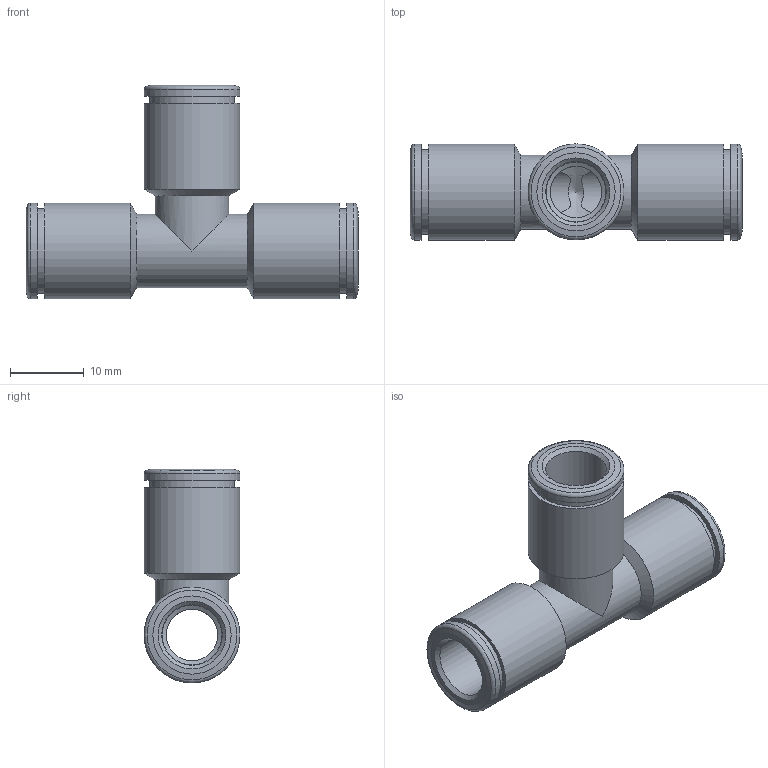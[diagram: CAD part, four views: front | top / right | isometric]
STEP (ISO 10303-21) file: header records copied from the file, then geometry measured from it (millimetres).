
FILE_DESCRIPTION(/* description */ (''),/* implementation_level */ '2;1');
FILE_NAME(/* name */ 'V200504_IPSO_05FKM_8_31.07.2015',/* time_stamp */ '2015-07-31T13:39:52+02:00',/* author */ (''),/* organization */ ('sopra-pneumatic'),/* preprocessor_version */ 'ST-DEVELOPER v14',/* originating_system */ 'HiCAD 2013 1802.4 Build 509',/* authorisation */ '');
FILE_SCHEMA (('AUTOMOTIVE_DESIGN { 1 0 10303 214 1 1 1 1 }'));
Length unit declared in the file: millimetre
Products named in the file (5): Root; R200504-i1; DR8-1_NEU
Assembly tree (4 placements, depth 2):
  Root
    R200504-i1
    DR8-1_NEU
    DR8-1_NEU
    DR8-1_NEU
Bounding box: 45 x 13 x 29 mm (x, y, z)
Volume: 3238.7 mm3; surface area: 6128.6 mm2
Topology: 4 solids, 4 shells, 77 faces, 154 edges, 89 vertices
Faces by surface type: cylinder 31, cone 28, plane 15, torus 3
Full cylindrical faces by diameter (mm): 7 x3, 8.1 x3, 8.2 x3, 10 x2, 10.1 x3, 11 x3, 11.5 x3, 11.6 x3, 13 x6
Entity records: 2793 total; most frequent: CARTESIAN_POINT 484, DIRECTION 334, PRESENTATION_STYLE_ASSIGNMENT 172, COLOUR_RGB 169, DRAUGHTING_PRE_DEFINED_CURVE_FONT 168, CURVE_STYLE 168, OVER_RIDING_STYLED_ITEM 168, ORIENTED_EDGE 168
